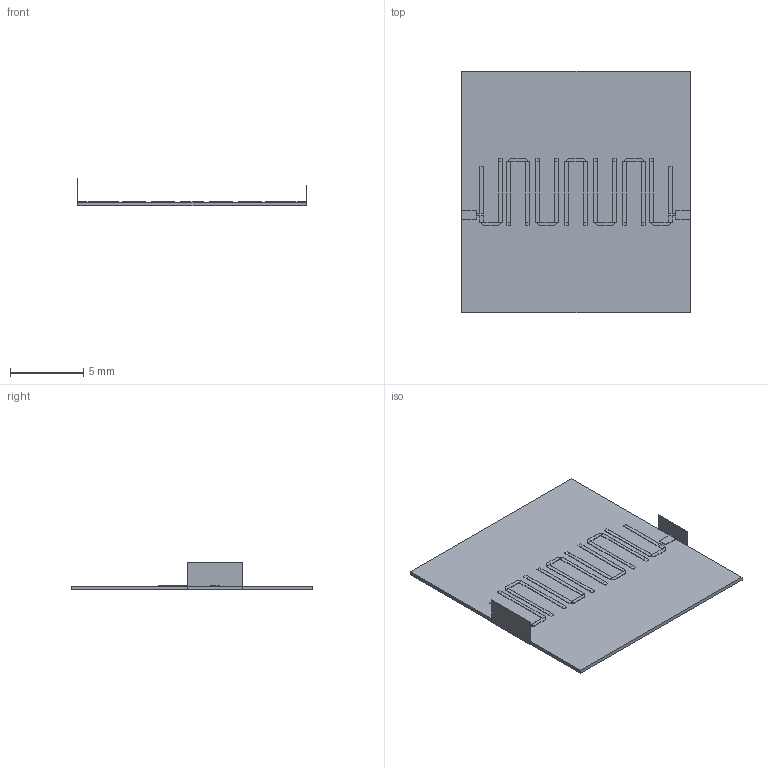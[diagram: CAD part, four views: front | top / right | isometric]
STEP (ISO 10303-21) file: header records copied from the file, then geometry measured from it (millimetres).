
FILE_DESCRIPTION(('STEP AP214'),'1');
FILE_NAME('Hairpin-1-0.stp','2021-08-12T13:53:39',('user'),(' '),'Spatial InterOp 3D','CST ACIS InterOp Converter 2016',' ');
FILE_SCHEMA(('AUTOMOTIVE_DESIGN { 1 0 10303 214 1 1 1 1 }'));
Length unit declared in the file: millimetre
Products named in the file (1): Hairpin Filter/Resonator 1|Feed1
Bounding box: 15.64 x 16.5 x 1.89 mm (x, y, z)
Volume: 66 mm3; surface area: 585.1 mm2
Topology: 42 solids, 44 shells, 254 faces, 515 edges, 347 vertices
Faces by surface type: plane 254
Entity records: 7027 total; most frequent: CARTESIAN_POINT 1158, DIRECTION 1113, ORIENTED_EDGE 1016, LINE 515, VECTOR 515, EDGE_CURVE 512, VERTEX_POINT 344, AXIS2_PLACEMENT_3D 299
